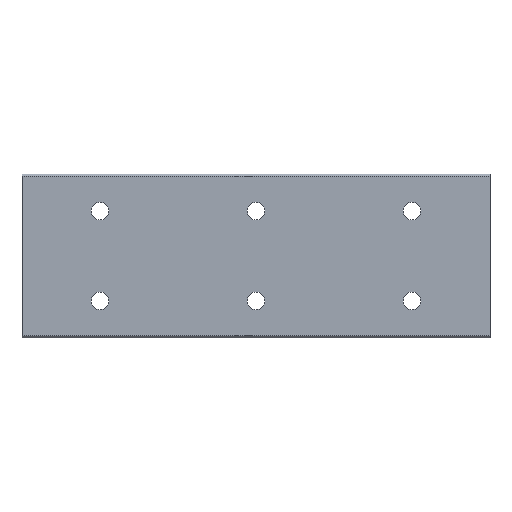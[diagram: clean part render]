
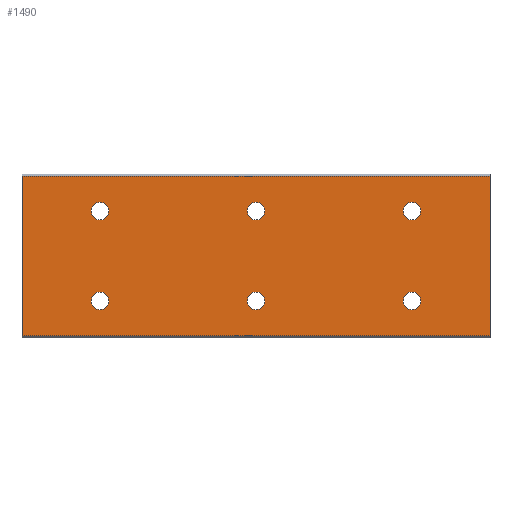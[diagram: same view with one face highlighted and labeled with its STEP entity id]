
A CAD part, front view. The second image highlights one B-rep face of the part: STEP entity #1490.
In plain terms, the highlighted planar face has unit normal (0, -1, 0).
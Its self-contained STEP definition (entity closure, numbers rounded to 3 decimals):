
#1 = DIRECTION ( 'NONE',  ( 0., 0., 1. ) ) ;
#3 = EDGE_CURVE ( 'NONE', #463, #562, #1214, .T. ) ;
#19 = DIRECTION ( 'NONE',  ( 0., -1., 0. ) ) ;
#29 = DIRECTION ( 'NONE',  ( 0., 0., -1. ) ) ;
#57 = ORIENTED_EDGE ( 'NONE', *, *, #1422, .F. ) ;
#58 = EDGE_CURVE ( 'NONE', #259, #1534, #1604, .T. ) ;
#65 = ORIENTED_EDGE ( 'NONE', *, *, #1444, .F. ) ;
#77 = EDGE_CURVE ( 'NONE', #1589, #328, #1548, .T. ) ;
#83 = AXIS2_PLACEMENT_3D ( 'NONE', #291, #1634, #185 ) ;
#91 = EDGE_LOOP ( 'NONE', ( #406, #65 ) ) ;
#94 = VERTEX_POINT ( 'NONE', #1336 ) ;
#101 = ORIENTED_EDGE ( 'NONE', *, *, #420, .F. ) ;
#113 = CIRCLE ( 'NONE', #1394, 2.25 ) ;
#115 = EDGE_LOOP ( 'NONE', ( #57, #441 ) ) ;
#151 = CARTESIAN_POINT ( 'NONE',  ( 80., 0., 11.5 ) ) ;
#160 = DIRECTION ( 'NONE',  ( 0., 0., 1. ) ) ;
#185 = DIRECTION ( 'NONE',  ( 0., 0., 1. ) ) ;
#187 = DIRECTION ( 'NONE',  ( 0., -1., 0. ) ) ;
#194 = EDGE_CURVE ( 'NONE', #1271, #1246, #574, .T. ) ;
#196 = CARTESIAN_POINT ( 'NONE',  ( 0., 0., -11.5 ) ) ;
#215 = EDGE_CURVE ( 'NONE', #319, #94, #353, .T. ) ;
#230 = DIRECTION ( 'NONE',  ( 0., -1., 0. ) ) ;
#247 = VERTEX_POINT ( 'NONE', #470 ) ;
#259 = VERTEX_POINT ( 'NONE', #598 ) ;
#281 = DIRECTION ( 'NONE',  ( 0., -1., 0. ) ) ;
#291 = CARTESIAN_POINT ( 'NONE',  ( 100., 0., 20.5 ) ) ;
#301 = FACE_BOUND ( 'NONE', #115, .T. ) ;
#319 = VERTEX_POINT ( 'NONE', #869 ) ;
#328 = VERTEX_POINT ( 'NONE', #753 ) ;
#331 = CIRCLE ( 'NONE', #1446, 2.25 ) ;
#336 = CIRCLE ( 'NONE', #787, 2.25 ) ;
#344 = ORIENTED_EDGE ( 'NONE', *, *, #1565, .F. ) ;
#353 = CIRCLE ( 'NONE', #495, 2.25 ) ;
#358 = CARTESIAN_POINT ( 'NONE',  ( 0., 0., 9.25 ) ) ;
#372 = VERTEX_POINT ( 'NONE', #1532 ) ;
#375 = DIRECTION ( 'NONE',  ( 0., 0., 1. ) ) ;
#377 = CARTESIAN_POINT ( 'NONE',  ( 100., 0., -20.5 ) ) ;
#406 = ORIENTED_EDGE ( 'NONE', *, *, #824, .F. ) ;
#420 = EDGE_CURVE ( 'NONE', #1246, #259, #1134, .T. ) ;
#438 = DIRECTION ( 'NONE',  ( 0., -1., 0. ) ) ;
#441 = ORIENTED_EDGE ( 'NONE', *, *, #215, .F. ) ;
#460 = CARTESIAN_POINT ( 'NONE',  ( 80., 0., 11.5 ) ) ;
#463 = VERTEX_POINT ( 'NONE', #643 ) ;
#470 = CARTESIAN_POINT ( 'NONE',  ( 80., 0., 13.75 ) ) ;
#486 = DIRECTION ( 'NONE',  ( 0., -1., 0. ) ) ;
#495 = AXIS2_PLACEMENT_3D ( 'NONE', #1649, #438, #1495 ) ;
#500 = DIRECTION ( 'NONE',  ( 0., -1., 0. ) ) ;
#504 = ORIENTED_EDGE ( 'NONE', *, *, #77, .F. ) ;
#524 = EDGE_CURVE ( 'NONE', #1534, #1271, #1568, .T. ) ;
#531 = DIRECTION ( 'NONE',  ( 1., 0., 0. ) ) ;
#533 = DIRECTION ( 'NONE',  ( 0., 0., 1. ) ) ;
#536 = AXIS2_PLACEMENT_3D ( 'NONE', #151, #19, #569 ) ;
#551 = DIRECTION ( 'NONE',  ( 0., -1., 0. ) ) ;
#562 = VERTEX_POINT ( 'NONE', #908 ) ;
#569 = DIRECTION ( 'NONE',  ( 0., 0., 1. ) ) ;
#574 = LINE ( 'NONE', #1614, #1241 ) ;
#576 = FACE_OUTER_BOUND ( 'NONE', #1159, .T. ) ;
#583 = FACE_BOUND ( 'NONE', #625, .T. ) ;
#598 = CARTESIAN_POINT ( 'NONE',  ( -20., 0., -20.5 ) ) ;
#602 = ORIENTED_EDGE ( 'NONE', *, *, #194, .F. ) ;
#619 = AXIS2_PLACEMENT_3D ( 'NONE', #1066, #551, #1073 ) ;
#625 = EDGE_LOOP ( 'NONE', ( #881, #913 ) ) ;
#627 = CARTESIAN_POINT ( 'NONE',  ( 100., 0., -20.5 ) ) ;
#629 = EDGE_CURVE ( 'NONE', #372, #1383, #331, .T. ) ;
#643 = CARTESIAN_POINT ( 'NONE',  ( 0., 0., -9.25 ) ) ;
#645 = CARTESIAN_POINT ( 'NONE',  ( -20., 0., 20.5 ) ) ;
#649 = VERTEX_POINT ( 'NONE', #981 ) ;
#677 = CIRCLE ( 'NONE', #1537, 2.25 ) ;
#736 = DIRECTION ( 'NONE',  ( 0., 0., 1. ) ) ;
#745 = AXIS2_PLACEMENT_3D ( 'NONE', #1678, #486, #1011 ) ;
#753 = CARTESIAN_POINT ( 'NONE',  ( 0., 0., 13.75 ) ) ;
#787 = AXIS2_PLACEMENT_3D ( 'NONE', #1025, #500, #375 ) ;
#791 = EDGE_CURVE ( 'NONE', #1383, #372, #113, .T. ) ;
#806 = DIRECTION ( 'NONE',  ( 0., -1., 0. ) ) ;
#824 = EDGE_CURVE ( 'NONE', #247, #947, #1538, .T. ) ;
#852 = FACE_BOUND ( 'NONE', #1070, .T. ) ;
#859 = FACE_BOUND ( 'NONE', #1732, .T. ) ;
#860 = AXIS2_PLACEMENT_3D ( 'NONE', #935, #1199, #1 ) ;
#869 = CARTESIAN_POINT ( 'NONE',  ( 80., 0., -13.75 ) ) ;
#881 = ORIENTED_EDGE ( 'NONE', *, *, #3, .F. ) ;
#908 = CARTESIAN_POINT ( 'NONE',  ( 0., 0., -13.75 ) ) ;
#912 = CARTESIAN_POINT ( 'NONE',  ( 100., 0., 20.5 ) ) ;
#913 = ORIENTED_EDGE ( 'NONE', *, *, #1111, .F. ) ;
#935 = CARTESIAN_POINT ( 'NONE',  ( 0., 0., 11.5 ) ) ;
#943 = DIRECTION ( 'NONE',  ( 0., 0., 1. ) ) ;
#947 = VERTEX_POINT ( 'NONE', #1212 ) ;
#981 = CARTESIAN_POINT ( 'NONE',  ( 40., 0., -13.75 ) ) ;
#1007 = DIRECTION ( 'NONE',  ( -1., 0., 0. ) ) ;
#1011 = DIRECTION ( 'NONE',  ( 0., 0., 1. ) ) ;
#1013 = CIRCLE ( 'NONE', #745, 2.25 ) ;
#1025 = CARTESIAN_POINT ( 'NONE',  ( 40., 0., -11.5 ) ) ;
#1030 = DIRECTION ( 'NONE',  ( 0., -1., 0. ) ) ;
#1046 = ORIENTED_EDGE ( 'NONE', *, *, #629, .F. ) ;
#1059 = CARTESIAN_POINT ( 'NONE',  ( 40., 0., 9.25 ) ) ;
#1066 = CARTESIAN_POINT ( 'NONE',  ( 80., 0., -11.5 ) ) ;
#1070 = EDGE_LOOP ( 'NONE', ( #344, #1581 ) ) ;
#1073 = DIRECTION ( 'NONE',  ( 0., 0., 1. ) ) ;
#1091 = FACE_BOUND ( 'NONE', #91, .T. ) ;
#1111 = EDGE_CURVE ( 'NONE', #562, #463, #1575, .T. ) ;
#1113 = ORIENTED_EDGE ( 'NONE', *, *, #1292, .F. ) ;
#1118 = ORIENTED_EDGE ( 'NONE', *, *, #791, .F. ) ;
#1134 = LINE ( 'NONE', #627, #1551 ) ;
#1159 = EDGE_LOOP ( 'NONE', ( #101, #602, #1206, #1652 ) ) ;
#1199 = DIRECTION ( 'NONE',  ( 0., -1., 0. ) ) ;
#1205 = CARTESIAN_POINT ( 'NONE',  ( 100., 0., 20.5 ) ) ;
#1206 = ORIENTED_EDGE ( 'NONE', *, *, #524, .F. ) ;
#1212 = CARTESIAN_POINT ( 'NONE',  ( 80., 0., 9.25 ) ) ;
#1214 = CIRCLE ( 'NONE', #1322, 2.25 ) ;
#1216 = DIRECTION ( 'NONE',  ( 0., 0., 1. ) ) ;
#1226 = PLANE ( 'NONE',  #83 ) ;
#1233 = CARTESIAN_POINT ( 'NONE',  ( 40., 0., 11.5 ) ) ;
#1241 = VECTOR ( 'NONE', #29, 1000. ) ;
#1246 = VERTEX_POINT ( 'NONE', #377 ) ;
#1256 = DIRECTION ( 'NONE',  ( 0., 0., 1. ) ) ;
#1271 = VERTEX_POINT ( 'NONE', #912 ) ;
#1292 = EDGE_CURVE ( 'NONE', #328, #1589, #1013, .T. ) ;
#1322 = AXIS2_PLACEMENT_3D ( 'NONE', #1471, #806, #943 ) ;
#1336 = CARTESIAN_POINT ( 'NONE',  ( 80., 0., -9.25 ) ) ;
#1354 = DIRECTION ( 'NONE',  ( 0., -1., 0. ) ) ;
#1363 = CIRCLE ( 'NONE', #536, 2.25 ) ;
#1383 = VERTEX_POINT ( 'NONE', #1059 ) ;
#1394 = AXIS2_PLACEMENT_3D ( 'NONE', #1520, #1030, #1573 ) ;
#1411 = EDGE_LOOP ( 'NONE', ( #1113, #504 ) ) ;
#1422 = EDGE_CURVE ( 'NONE', #94, #319, #1449, .T. ) ;
#1430 = AXIS2_PLACEMENT_3D ( 'NONE', #196, #187, #1256 ) ;
#1444 = EDGE_CURVE ( 'NONE', #947, #247, #1363, .T. ) ;
#1446 = AXIS2_PLACEMENT_3D ( 'NONE', #1233, #281, #1216 ) ;
#1449 = CIRCLE ( 'NONE', #619, 2.25 ) ;
#1471 = CARTESIAN_POINT ( 'NONE',  ( 0., 0., -11.5 ) ) ;
#1484 = VERTEX_POINT ( 'NONE', #1497 ) ;
#1488 = CARTESIAN_POINT ( 'NONE',  ( 40., 0., -11.5 ) ) ;
#1490 = ADVANCED_FACE ( 'NONE', ( #576, #583, #852, #1091, #859, #1514, #301 ), #1226, .F. ) ;
#1495 = DIRECTION ( 'NONE',  ( 0., 0., 1. ) ) ;
#1497 = CARTESIAN_POINT ( 'NONE',  ( 40., 0., -9.25 ) ) ;
#1514 = FACE_BOUND ( 'NONE', #1411, .T. ) ;
#1520 = CARTESIAN_POINT ( 'NONE',  ( 40., 0., 11.5 ) ) ;
#1524 = CARTESIAN_POINT ( 'NONE',  ( -20., 0., 20.5 ) ) ;
#1532 = CARTESIAN_POINT ( 'NONE',  ( 40., 0., 13.75 ) ) ;
#1534 = VERTEX_POINT ( 'NONE', #1524 ) ;
#1537 = AXIS2_PLACEMENT_3D ( 'NONE', #1488, #1354, #160 ) ;
#1538 = CIRCLE ( 'NONE', #1680, 2.25 ) ;
#1548 = CIRCLE ( 'NONE', #860, 2.25 ) ;
#1551 = VECTOR ( 'NONE', #1007, 1000. ) ;
#1565 = EDGE_CURVE ( 'NONE', #1484, #649, #677, .T. ) ;
#1568 = LINE ( 'NONE', #1205, #1674 ) ;
#1573 = DIRECTION ( 'NONE',  ( 0., 0., 1. ) ) ;
#1575 = CIRCLE ( 'NONE', #1430, 2.25 ) ;
#1581 = ORIENTED_EDGE ( 'NONE', *, *, #1611, .F. ) ;
#1589 = VERTEX_POINT ( 'NONE', #358 ) ;
#1604 = LINE ( 'NONE', #645, #1607 ) ;
#1607 = VECTOR ( 'NONE', #533, 1000. ) ;
#1611 = EDGE_CURVE ( 'NONE', #649, #1484, #336, .T. ) ;
#1614 = CARTESIAN_POINT ( 'NONE',  ( 100., 0., 20.5 ) ) ;
#1634 = DIRECTION ( 'NONE',  ( 0., 1., 0. ) ) ;
#1649 = CARTESIAN_POINT ( 'NONE',  ( 80., 0., -11.5 ) ) ;
#1652 = ORIENTED_EDGE ( 'NONE', *, *, #58, .F. ) ;
#1674 = VECTOR ( 'NONE', #531, 1000. ) ;
#1678 = CARTESIAN_POINT ( 'NONE',  ( 0., 0., 11.5 ) ) ;
#1680 = AXIS2_PLACEMENT_3D ( 'NONE', #460, #230, #736 ) ;
#1732 = EDGE_LOOP ( 'NONE', ( #1046, #1118 ) ) ;
